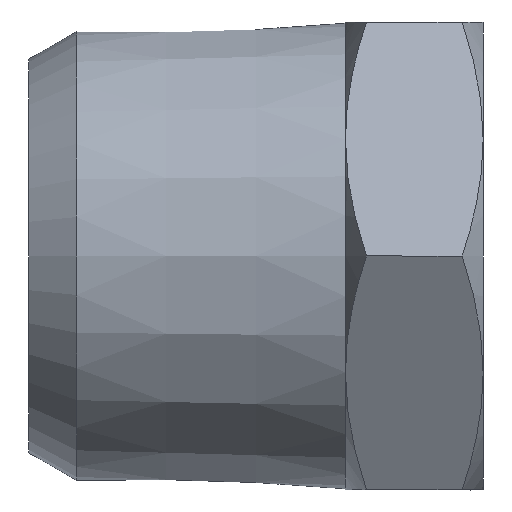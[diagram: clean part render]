
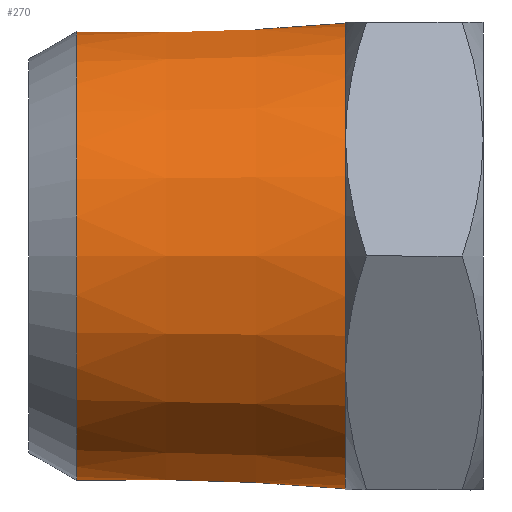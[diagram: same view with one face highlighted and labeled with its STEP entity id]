
A CAD part, left-side view. The second image highlights one B-rep face of the part: STEP entity #270.
In plain terms, the highlighted conical face has half-angle 1.79 degrees and reference radius 8.15 mm.
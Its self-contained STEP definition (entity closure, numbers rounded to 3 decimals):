
#19 = EDGE_LOOP ( 'NONE', ( #715 ) ) ;
#32 = VERTEX_POINT ( 'NONE', #381 ) ;
#33 = VERTEX_POINT ( 'NONE', #356 ) ;
#90 = CONICAL_SURFACE ( 'NONE', #167, 8.15, 0.031 ) ;
#106 = FACE_OUTER_BOUND ( 'NONE', #19, .T. ) ;
#108 = FACE_BOUND ( 'NONE', #143, .T. ) ;
#128 = CIRCLE ( 'NONE', #188, 8.15 ) ;
#131 = CIRCLE ( 'NONE', #190, 8.455 ) ;
#143 = EDGE_LOOP ( 'NONE', ( #724 ) ) ;
#167 = AXIS2_PLACEMENT_3D ( 'NONE', #504, #498, #505 ) ;
#188 = AXIS2_PLACEMENT_3D ( 'NONE', #688, #686, #685 ) ;
#190 = AXIS2_PLACEMENT_3D ( 'NONE', #692, #691, #690 ) ;
#197 = EDGE_CURVE ( 'NONE', #33, #33, #131, .T. ) ;
#198 = EDGE_CURVE ( 'NONE', #32, #32, #128, .T. ) ;
#270 = ADVANCED_FACE ( 'NONE', ( #108, #106 ), #90, .T. ) ;
#356 = CARTESIAN_POINT ( 'NONE',  ( 8.455, 5., 0. ) ) ;
#381 = CARTESIAN_POINT ( 'NONE',  ( 0., 14.768, -8.15 ) ) ;
#498 = DIRECTION ( 'NONE',  ( 0., -1., 0. ) ) ;
#504 = CARTESIAN_POINT ( 'NONE',  ( 0., 14.768, 0. ) ) ;
#505 = DIRECTION ( 'NONE',  ( 1., 0., 0. ) ) ;
#685 = DIRECTION ( 'NONE',  ( 0., 0., -1. ) ) ;
#686 = DIRECTION ( 'NONE',  ( 0., 1., 0. ) ) ;
#688 = CARTESIAN_POINT ( 'NONE',  ( 0., 14.768, 0. ) ) ;
#690 = DIRECTION ( 'NONE',  ( 1., 0., 0. ) ) ;
#691 = DIRECTION ( 'NONE',  ( 0., -1., 0. ) ) ;
#692 = CARTESIAN_POINT ( 'NONE',  ( 0., 5., 0. ) ) ;
#715 = ORIENTED_EDGE ( 'NONE', *, *, #197, .F. ) ;
#724 = ORIENTED_EDGE ( 'NONE', *, *, #198, .F. ) ;
